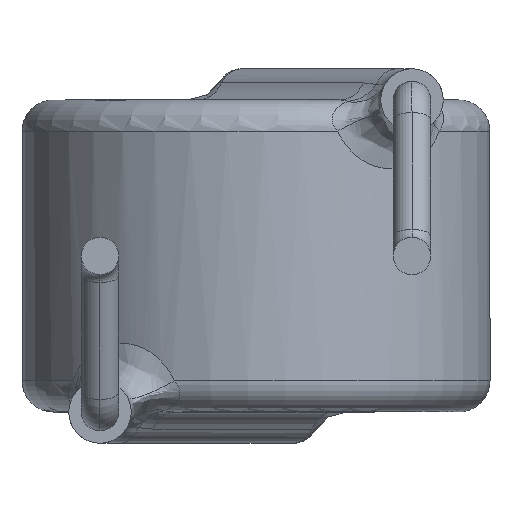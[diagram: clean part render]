
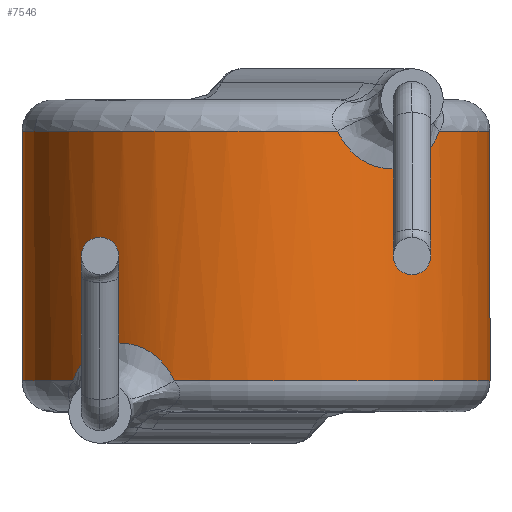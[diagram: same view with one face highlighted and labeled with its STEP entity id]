
A CAD part, front view. The second image highlights one B-rep face of the part: STEP entity #7546.
In plain terms, the highlighted cylindrical face has radius 3.75 mm (diameter 7.5 mm), a partial arc.
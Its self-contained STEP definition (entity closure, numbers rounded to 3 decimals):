
#56 = CARTESIAN_POINT ( 'NONE',  ( 1.311, -3.514, 2. ) ) ;
#117 = CARTESIAN_POINT ( 'NONE',  ( 2.832, -2.461, 1.762 ) ) ;
#332 = CYLINDRICAL_SURFACE ( 'NONE', #3929, 3.75 ) ;
#495 = AXIS2_PLACEMENT_3D ( 'NONE', #5788, #7924, #8535 ) ;
#539 = VERTEX_POINT ( 'NONE', #4126 ) ;
#606 = ORIENTED_EDGE ( 'NONE', *, *, #7945, .T. ) ;
#640 = VERTEX_POINT ( 'NONE', #5695 ) ;
#648 = CARTESIAN_POINT ( 'NONE',  ( -2.934, -2.336, -2. ) ) ;
#670 = CARTESIAN_POINT ( 'NONE',  ( 2.487, -2.807, 1.47 ) ) ;
#875 = VERTEX_POINT ( 'NONE', #56 ) ;
#888 = DIRECTION ( 'NONE',  ( 0., 0., -1. ) ) ;
#896 = CARTESIAN_POINT ( 'NONE',  ( 2.064, -3.133, 1.398 ) ) ;
#964 = CARTESIAN_POINT ( 'NONE',  ( -2.487, -2.807, -1.47 ) ) ;
#1351 = CARTESIAN_POINT ( 'NONE',  ( -1.311, -3.514, -2. ) ) ;
#1422 = ORIENTED_EDGE ( 'NONE', *, *, #5356, .F. ) ;
#1448 = VERTEX_POINT ( 'NONE', #964 ) ;
#1464 = DIRECTION ( 'NONE',  ( -1., 0., 0. ) ) ;
#1573 = CIRCLE ( 'NONE', #1718, 3.75 ) ;
#1575 = ORIENTED_EDGE ( 'NONE', *, *, #3307, .T. ) ;
#1648 = CARTESIAN_POINT ( 'NONE',  ( -1.727, -3.331, -1.509 ) ) ;
#1718 = AXIS2_PLACEMENT_3D ( 'NONE', #4185, #7587, #2873 ) ;
#1722 = AXIS2_PLACEMENT_3D ( 'NONE', #4671, #5935, #2112 ) ;
#2085 = LINE ( 'NONE', #5951, #2563 ) ;
#2112 = DIRECTION ( 'NONE',  ( -1., 0., 0. ) ) ;
#2180 = VERTEX_POINT ( 'NONE', #648 ) ;
#2220 = CARTESIAN_POINT ( 'NONE',  ( -1.948, -3.207, -1.418 ) ) ;
#2302 = CARTESIAN_POINT ( 'NONE',  ( -2.284, -2.977, -1.403 ) ) ;
#2326 = B_SPLINE_CURVE_WITH_KNOTS ( 'NONE', 3,
 ( #6950, #6906, #2302, #3648, #2220, #1648, #4216, #3604, #6256, #8147 ),
 .UNSPECIFIED., .F., .F.,
 ( 4, 2, 2, 2, 4 ),
 ( 0., 0., 0.001, 0.001, 0.002 ),
 .UNSPECIFIED. ) ;
#2348 = B_SPLINE_CURVE_WITH_KNOTS ( 'NONE', 3,
 ( #8455, #7126, #4400, #7210, #2572, #7675 ),
 .UNSPECIFIED., .F., .F.,
 ( 4, 2, 4 ),
 ( 0., 0., 0.001 ),
 .UNSPECIFIED. ) ;
#2351 = VERTEX_POINT ( 'NONE', #6756 ) ;
#2563 = VECTOR ( 'NONE', #2688, 1000. ) ;
#2572 = CARTESIAN_POINT ( 'NONE',  ( -2.59, -2.715, -1.514 ) ) ;
#2640 = B_SPLINE_CURVE_WITH_KNOTS ( 'NONE', 3,
 ( #6115, #7360, #117, #6763, #4679, #670 ),
 .UNSPECIFIED., .F., .F.,
 ( 4, 2, 4 ),
 ( 0., 0., 0.001 ),
 .UNSPECIFIED. ) ;
#2678 = CARTESIAN_POINT ( 'NONE',  ( 0., 0., -2. ) ) ;
#2688 = DIRECTION ( 'NONE',  ( 0., 0., -1. ) ) ;
#2765 = VECTOR ( 'NONE', #3011, 1000. ) ;
#2781 = ORIENTED_EDGE ( 'NONE', *, *, #6329, .F. ) ;
#2858 = CARTESIAN_POINT ( 'NONE',  ( 1.948, -3.207, 1.418 ) ) ;
#2873 = DIRECTION ( 'NONE',  ( -1., 0., 0. ) ) ;
#2904 = VERTEX_POINT ( 'NONE', #4743 ) ;
#2939 = ORIENTED_EDGE ( 'NONE', *, *, #5768, .T. ) ;
#2975 = FACE_OUTER_BOUND ( 'NONE', #6596, .T. ) ;
#3011 = DIRECTION ( 'NONE',  ( 0., 0., -1. ) ) ;
#3015 = DIRECTION ( 'NONE',  ( -1., 0., 0. ) ) ;
#3054 = EDGE_CURVE ( 'NONE', #7231, #2904, #1573, .T. ) ;
#3147 = VERTEX_POINT ( 'NONE', #1351 ) ;
#3210 = ORIENTED_EDGE ( 'NONE', *, *, #7028, .T. ) ;
#3228 = CIRCLE ( 'NONE', #1722, 3.75 ) ;
#3307 = EDGE_CURVE ( 'NONE', #2180, #1448, #2348, .T. ) ;
#3554 = CARTESIAN_POINT ( 'NONE',  ( 1.439, -3.464, 1.765 ) ) ;
#3604 = CARTESIAN_POINT ( 'NONE',  ( -1.439, -3.464, -1.765 ) ) ;
#3644 = CARTESIAN_POINT ( 'NONE',  ( 1.311, -3.514, 2. ) ) ;
#3648 = CARTESIAN_POINT ( 'NONE',  ( -2.064, -3.133, -1.398 ) ) ;
#3684 = ORIENTED_EDGE ( 'NONE', *, *, #3054, .T. ) ;
#3929 = AXIS2_PLACEMENT_3D ( 'NONE', #8174, #888, #3015 ) ;
#4126 = CARTESIAN_POINT ( 'NONE',  ( 2.487, -2.807, 1.47 ) ) ;
#4185 = CARTESIAN_POINT ( 'NONE',  ( 0., 0., 2. ) ) ;
#4199 = EDGE_CURVE ( 'NONE', #4841, #640, #4976, .T. ) ;
#4216 = CARTESIAN_POINT ( 'NONE',  ( -1.621, -3.383, -1.581 ) ) ;
#4373 = CARTESIAN_POINT ( 'NONE',  ( 3.75, 0., 2. ) ) ;
#4379 = CIRCLE ( 'NONE', #495, 3.75 ) ;
#4400 = CARTESIAN_POINT ( 'NONE',  ( -2.832, -2.461, -1.762 ) ) ;
#4671 = CARTESIAN_POINT ( 'NONE',  ( 0., 0., 2. ) ) ;
#4679 = CARTESIAN_POINT ( 'NONE',  ( 2.59, -2.715, 1.514 ) ) ;
#4743 = CARTESIAN_POINT ( 'NONE',  ( 2.934, -2.336, 2. ) ) ;
#4841 = VERTEX_POINT ( 'NONE', #5057 ) ;
#4866 = CARTESIAN_POINT ( 'NONE',  ( 1.365, -3.493, 1.876 ) ) ;
#4976 = LINE ( 'NONE', #6276, #2765 ) ;
#5057 = CARTESIAN_POINT ( 'NONE',  ( -3.75, 0., 2. ) ) ;
#5356 = EDGE_CURVE ( 'NONE', #7231, #2351, #2085, .T. ) ;
#5695 = CARTESIAN_POINT ( 'NONE',  ( -3.75, 0., -2. ) ) ;
#5768 = EDGE_CURVE ( 'NONE', #539, #875, #7566, .T. ) ;
#5788 = CARTESIAN_POINT ( 'NONE',  ( 0., 0., -2. ) ) ;
#5901 = CIRCLE ( 'NONE', #8103, 3.75 ) ;
#5935 = DIRECTION ( 'NONE',  ( 0., 0., -1. ) ) ;
#5951 = CARTESIAN_POINT ( 'NONE',  ( 3.75, 0., -7.293 ) ) ;
#6012 = ORIENTED_EDGE ( 'NONE', *, *, #4199, .T. ) ;
#6052 = ORIENTED_EDGE ( 'NONE', *, *, #6778, .F. ) ;
#6115 = CARTESIAN_POINT ( 'NONE',  ( 2.934, -2.336, 2. ) ) ;
#6163 = CARTESIAN_POINT ( 'NONE',  ( 2.487, -2.807, 1.47 ) ) ;
#6256 = CARTESIAN_POINT ( 'NONE',  ( -1.365, -3.493, -1.876 ) ) ;
#6276 = CARTESIAN_POINT ( 'NONE',  ( -3.75, 0., -7.293 ) ) ;
#6329 = EDGE_CURVE ( 'NONE', #2351, #3147, #5901, .T. ) ;
#6596 = EDGE_LOOP ( 'NONE', ( #1422, #3684, #3210, #2939, #7000, #6012, #6052, #1575, #606, #2781 ) ) ;
#6756 = CARTESIAN_POINT ( 'NONE',  ( 3.75, 0., -2. ) ) ;
#6763 = CARTESIAN_POINT ( 'NONE',  ( 2.679, -2.627, 1.58 ) ) ;
#6778 = EDGE_CURVE ( 'NONE', #2180, #640, #4379, .T. ) ;
#6809 = CARTESIAN_POINT ( 'NONE',  ( 2.284, -2.977, 1.403 ) ) ;
#6906 = CARTESIAN_POINT ( 'NONE',  ( -2.39, -2.893, -1.427 ) ) ;
#6950 = CARTESIAN_POINT ( 'NONE',  ( -2.487, -2.807, -1.47 ) ) ;
#7000 = ORIENTED_EDGE ( 'NONE', *, *, #7435, .T. ) ;
#7028 = EDGE_CURVE ( 'NONE', #2904, #539, #2640, .T. ) ;
#7126 = CARTESIAN_POINT ( 'NONE',  ( -2.891, -2.39, -1.873 ) ) ;
#7210 = CARTESIAN_POINT ( 'NONE',  ( -2.679, -2.627, -1.58 ) ) ;
#7231 = VERTEX_POINT ( 'NONE', #4373 ) ;
#7360 = CARTESIAN_POINT ( 'NONE',  ( 2.891, -2.39, 1.873 ) ) ;
#7435 = EDGE_CURVE ( 'NONE', #875, #4841, #3228, .T. ) ;
#7546 = ADVANCED_FACE ( 'NONE', ( #2975 ), #332, .T. ) ;
#7566 = B_SPLINE_CURVE_WITH_KNOTS ( 'NONE', 3,
 ( #6163, #8264, #6809, #896, #2858, #8186, #7614, #3554, #4866, #3644 ),
 .UNSPECIFIED., .F., .F.,
 ( 4, 2, 2, 2, 4 ),
 ( 0., 0., 0.001, 0.001, 0.002 ),
 .UNSPECIFIED. ) ;
#7587 = DIRECTION ( 'NONE',  ( 0., 0., -1. ) ) ;
#7614 = CARTESIAN_POINT ( 'NONE',  ( 1.621, -3.383, 1.581 ) ) ;
#7675 = CARTESIAN_POINT ( 'NONE',  ( -2.487, -2.807, -1.47 ) ) ;
#7910 = DIRECTION ( 'NONE',  ( 0., 0., -1. ) ) ;
#7924 = DIRECTION ( 'NONE',  ( 0., 0., -1. ) ) ;
#7945 = EDGE_CURVE ( 'NONE', #1448, #3147, #2326, .T. ) ;
#8103 = AXIS2_PLACEMENT_3D ( 'NONE', #2678, #7910, #1464 ) ;
#8147 = CARTESIAN_POINT ( 'NONE',  ( -1.311, -3.514, -2. ) ) ;
#8174 = CARTESIAN_POINT ( 'NONE',  ( 0., 0., -7.293 ) ) ;
#8186 = CARTESIAN_POINT ( 'NONE',  ( 1.727, -3.331, 1.509 ) ) ;
#8264 = CARTESIAN_POINT ( 'NONE',  ( 2.39, -2.893, 1.427 ) ) ;
#8455 = CARTESIAN_POINT ( 'NONE',  ( -2.934, -2.336, -2. ) ) ;
#8535 = DIRECTION ( 'NONE',  ( -1., 0., 0. ) ) ;
